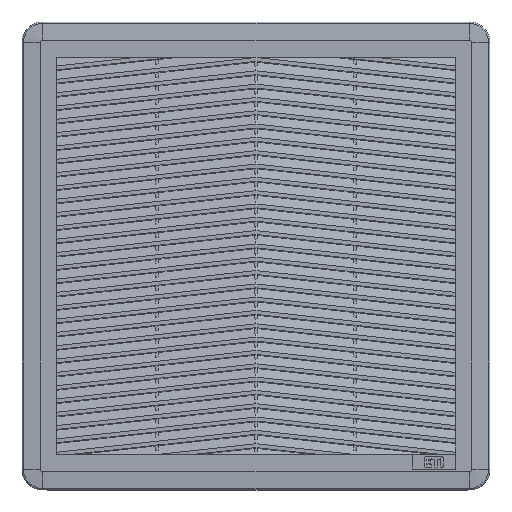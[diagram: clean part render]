
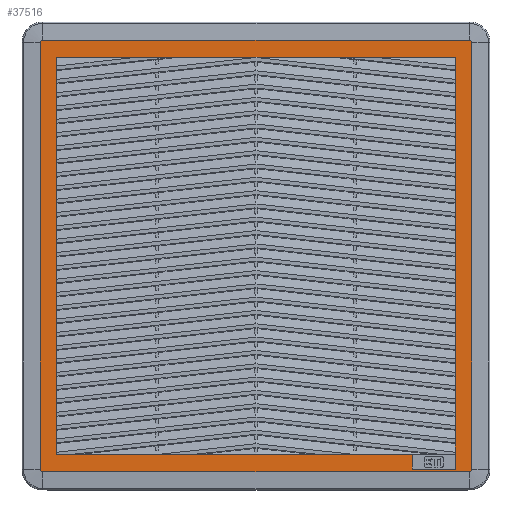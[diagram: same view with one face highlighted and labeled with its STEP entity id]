
A CAD part, front view. The second image highlights one B-rep face of the part: STEP entity #37516.
In plain terms, the highlighted planar face has unit normal (0, -1, 0).
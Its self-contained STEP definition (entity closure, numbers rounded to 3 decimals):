
#4113=DIRECTION('',(0.,0.,-1.));
#4114=VECTOR('',#4113,276.);
#4115=CARTESIAN_POINT('',(261.5,-34.,138.057));
#4116=LINE('',#4115,#4114);
#4821=DIRECTION('',(1.,0.,0.));
#4822=VECTOR('',#4821,247.);
#4823=CARTESIAN_POINT('',(261.5,-34.,
-137.943));
#4824=LINE('',#4823,#4822);
#5914=DIRECTION('',(-1.,0.,0.));
#5915=VECTOR('',#5914,277.);
#5916=CARTESIAN_POINT('',(538.5,-34.,138.057));
#5917=LINE('',#5916,#5915);
#15931=CARTESIAN_POINT('',(252.,-34.,
-147.943));
#15932=DIRECTION('',(0.,-1.,0.));
#15933=DIRECTION('',(-1.,0.,
0.));
#15934=AXIS2_PLACEMENT_3D('',#15931,#15932,#15933);
#15939=CARTESIAN_POINT('',(252.,-34.,
148.057));
#15940=DIRECTION('',(0.,-1.,0.));
#15941=DIRECTION('',(0.,0.,1.));
#15942=AXIS2_PLACEMENT_3D('',#15939,#15940,#15941);
#15947=CARTESIAN_POINT('',(548.,-34.,
148.057));
#15948=DIRECTION('',(0.,-1.,0.));
#15949=DIRECTION('',(1.,0.,0.));
#15950=AXIS2_PLACEMENT_3D('',#15947,#15948,#15949);
#15955=CARTESIAN_POINT('',(548.,-34.,
-147.943));
#15956=DIRECTION('',(0.,-1.,0.));
#15957=DIRECTION('',(0.,0.,-1.));
#15958=AXIS2_PLACEMENT_3D('',#15955,#15956,#15957);
#15963=DIRECTION('',(0.,0.,-1.));
#15964=VECTOR('',#15963,286.);
#15965=CARTESIAN_POINT('',(538.5,-34.,
138.057));
#15966=LINE('',#15965,#15964);
#15970=DIRECTION('',(-1.,0.,0.));
#15971=VECTOR('',#15970,296.);
#15972=CARTESIAN_POINT('',(548.,-34.,
-149.737));
#15973=LINE('',#15972,#15971);
#16420=DIRECTION('',(0.,0.,-1.));
#16421=VECTOR('',#16420,296.);
#16422=CARTESIAN_POINT('',(549.794,-34.,
148.057));
#16423=LINE('',#16422,#16421);
#16448=DIRECTION('',(1.,0.,0.));
#16449=VECTOR('',#16448,296.);
#16450=CARTESIAN_POINT('',(252.,-34.,
149.851));
#16451=LINE('',#16450,#16449);
#16469=DIRECTION('',(0.,0.,1.));
#16470=VECTOR('',#16469,296.);
#16471=CARTESIAN_POINT('',(250.206,-34.,
-147.943));
#16472=LINE('',#16471,#16470);
#17279=DIRECTION('',(0.,0.,-1.));
#17280=VECTOR('',#17279,10.);
#17281=CARTESIAN_POINT('',(508.5,-34.,
-137.943));
#17282=LINE('',#17281,#17280);
#17300=DIRECTION('',(1.,0.,0.));
#17301=VECTOR('',#17300,30.);
#17302=CARTESIAN_POINT('',(508.5,-34.,
-147.943));
#17303=LINE('',#17302,#17301);
#19301=CARTESIAN_POINT('',(538.5,-34.,
138.057));
#19302=VERTEX_POINT('',#19301);
#19303=CARTESIAN_POINT('',(261.5,-34.,
138.057));
#19304=VERTEX_POINT('',#19303);
#20607=CARTESIAN_POINT('',(261.5,-34.,
-137.943));
#20608=CARTESIAN_POINT('',(508.5,-34.,
-137.943));
#20609=VERTEX_POINT('',#20607);
#20610=VERTEX_POINT('',#20608);
#20941=CARTESIAN_POINT('',(538.5,-34.,
-147.943));
#20942=VERTEX_POINT('',#20941);
#21171=CARTESIAN_POINT('',(508.5,-34.,
-147.943));
#21172=VERTEX_POINT('',#21171);
#21173=CARTESIAN_POINT('',(548.,-34.,
-149.737));
#21174=CARTESIAN_POINT('',(549.794,-34.,
-147.943));
#21175=VERTEX_POINT('',#21173);
#21176=VERTEX_POINT('',#21174);
#21177=CARTESIAN_POINT('',(549.794,-34.,
148.057));
#21178=VERTEX_POINT('',#21177);
#21179=CARTESIAN_POINT('',(252.,-34.,
149.851));
#21180=CARTESIAN_POINT('',(548.,-34.,
149.851));
#21181=VERTEX_POINT('',#21179);
#21182=VERTEX_POINT('',#21180);
#21183=CARTESIAN_POINT('',(250.206,-34.,
148.057));
#21184=VERTEX_POINT('',#21183);
#21185=CARTESIAN_POINT('',(250.206,-34.,
-147.943));
#21186=VERTEX_POINT('',#21185);
#21187=CARTESIAN_POINT('',(252.,-34.,
-149.737));
#21188=VERTEX_POINT('',#21187);
#37483=CARTESIAN_POINT('',(220.246,-34.,
-179.697));
#37484=DIRECTION('',(0.,-1.,0.));
#37485=DIRECTION('',(1.,0.,0.));
#37486=AXIS2_PLACEMENT_3D('',#37483,#37484,#37485);
#37487=PLANE('',#37486);
#37489=ORIENTED_EDGE('',*,*,#37488,.T.);
#37491=ORIENTED_EDGE('',*,*,#37490,.F.);
#37493=ORIENTED_EDGE('',*,*,#37492,.T.);
#37495=ORIENTED_EDGE('',*,*,#37494,.F.);
#37497=ORIENTED_EDGE('',*,*,#37496,.T.);
#37499=ORIENTED_EDGE('',*,*,#37498,.F.);
#37501=ORIENTED_EDGE('',*,*,#37500,.T.);
#37503=ORIENTED_EDGE('',*,*,#37502,.F.);
#37504=EDGE_LOOP('',(#37489,#37491,#37493,#37495,#37497,#37499,#37501,#37503));
#37505=FACE_OUTER_BOUND('',#37504,.F.);
#37507=ORIENTED_EDGE('',*,*,#37506,.T.);
#37509=ORIENTED_EDGE('',*,*,#37508,.T.);
#37510=ORIENTED_EDGE('',*,*,#23977,.F.);
#37511=ORIENTED_EDGE('',*,*,#24270,.T.);
#37512=ORIENTED_EDGE('',*,*,#23119,.T.);
#37513=ORIENTED_EDGE('',*,*,#23467,.T.);
#37514=EDGE_LOOP('',(#37507,#37509,#37510,#37511,#37512,#37513));
#37515=FACE_BOUND('',#37514,.F.);
#15935=CIRCLE('',#15934,1.794);
#15943=CIRCLE('',#15942,1.794);
#15951=CIRCLE('',#15950,1.794);
#15959=CIRCLE('',#15958,1.794);
#23119=EDGE_CURVE('',#19304,#20609,#4116,.T.);
#23467=EDGE_CURVE('',#20609,#20610,#4824,.T.);
#23977=EDGE_CURVE('',#19302,#20942,#15966,.T.);
#24270=EDGE_CURVE('',#19302,#19304,#5917,.T.);
#37488=EDGE_CURVE('',#21175,#21188,#15973,.T.);
#37490=EDGE_CURVE('',#21186,#21188,#15935,.T.);
#37492=EDGE_CURVE('',#21186,#21184,#16472,.T.);
#37494=EDGE_CURVE('',#21181,#21184,#15943,.T.);
#37496=EDGE_CURVE('',#21181,#21182,#16451,.T.);
#37498=EDGE_CURVE('',#21178,#21182,#15951,.T.);
#37500=EDGE_CURVE('',#21178,#21176,#16423,.T.);
#37502=EDGE_CURVE('',#21175,#21176,#15959,.T.);
#37506=EDGE_CURVE('',#20610,#21172,#17282,.T.);
#37508=EDGE_CURVE('',#21172,#20942,#17303,.T.);
#37516=ADVANCED_FACE('',(#37505,#37515),#37487,.T.);
